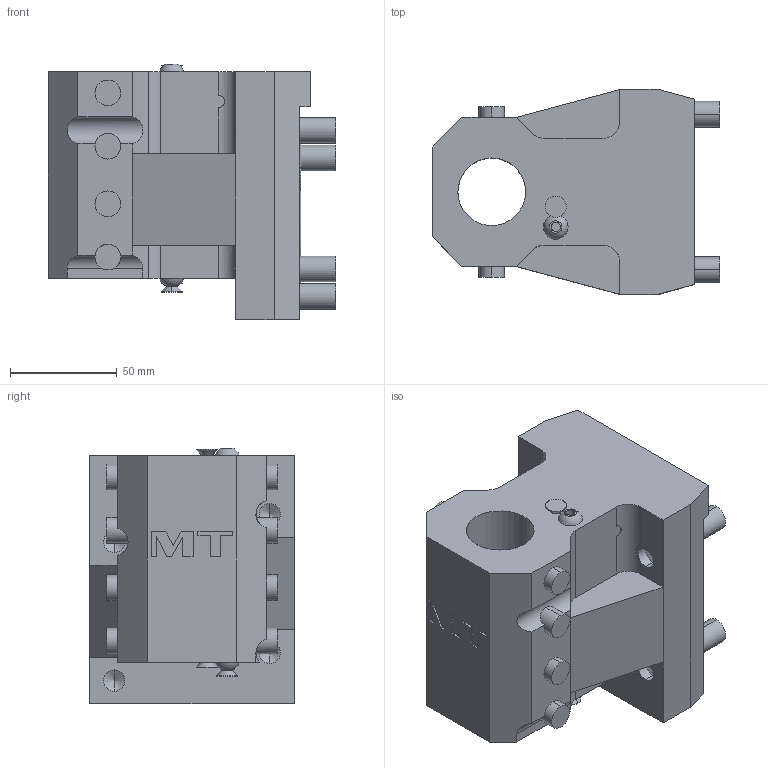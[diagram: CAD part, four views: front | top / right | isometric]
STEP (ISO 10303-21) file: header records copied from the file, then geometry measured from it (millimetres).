
FILE_DESCRIPTION((''),'2;1');
FILE_NAME('OKU0133175_CONF','2023-06-07T11:00:40',('smalpassi'),('M.T. srl'),'CREO PARAMETRIC BY PTC INC, 2021072','CREO PARAMETRIC BY PTC INC, 2021072','');
FILE_SCHEMA(('CONFIG_CONTROL_DESIGN'));
Length unit declared in the file: millimetre
Products named in the file (1): OKU0133175_CONF
Bounding box: 135 x 96 x 120.05 mm (x, y, z)
Volume: 825250.8 mm3; surface area: 84272.4 mm2
Topology: 1 solids, 1 shells, 189 faces, 466 edges, 301 vertices
Faces by surface type: plane 90, cylinder 75, cone 14, torus 6, extrusion 2, sphere 2
Entity records: 6123 total; most frequent: CARTESIAN_POINT 1520, DIRECTION 976, ORIENTED_EDGE 916, EDGE_CURVE 458, AXIS2_PLACEMENT_3D 354, VERTEX_POINT 301, VECTOR 268, LINE 266
